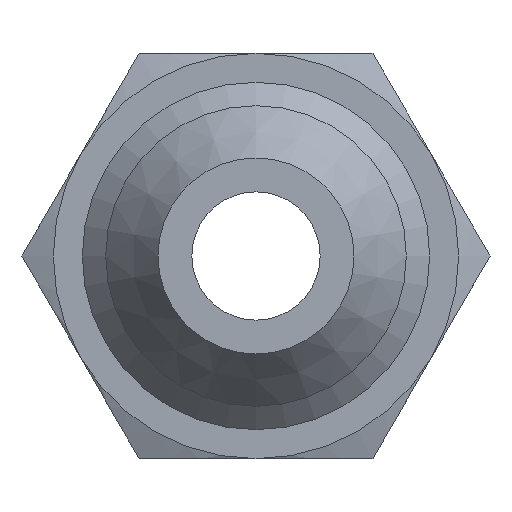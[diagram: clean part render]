
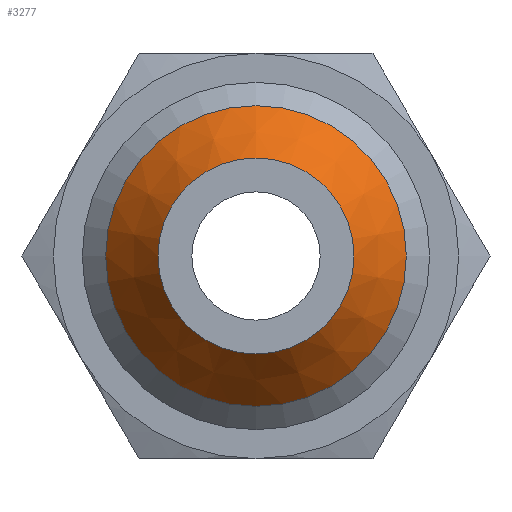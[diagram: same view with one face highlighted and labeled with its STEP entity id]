
A CAD part, left-side view. The second image highlights one B-rep face of the part: STEP entity #3277.
In plain terms, the highlighted conical face has half-angle 37 degrees and reference radius 25.4 mm.
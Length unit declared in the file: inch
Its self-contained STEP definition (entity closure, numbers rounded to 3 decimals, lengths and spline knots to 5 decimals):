
#3250=CARTESIAN_POINT('',(0.38837,0.,0.));
#3251=DIRECTION('',(1.0,0.0,0.0));
#3252=DIRECTION('',(0.0,0.0,-1.0));
#3253=AXIS2_PLACEMENT_3D('',#3250,#3251,#3252);
#3254=CONICAL_SURFACE('',#3253,1.0,37.);
#3255=CARTESIAN_POINT('',(-0.658,0.,0.2115));
#3256=VERTEX_POINT('',#3255);
#3257=CARTESIAN_POINT('',(-0.658,0.,0.));
#3258=DIRECTION('',(1.0,0.0,0.0));
#3259=DIRECTION('',(0.0,0.0,-1.0));
#3260=AXIS2_PLACEMENT_3D('',#3257,#3258,#3259);
#3261=CIRCLE('',#3260,0.2115);
#3262=EDGE_CURVE('',#3256,#3256,#3261,.T.);
#3263=ORIENTED_EDGE('',*,*,#3262,.T.);
#3264=EDGE_LOOP('',(#3263));
#3265=FACE_OUTER_BOUND('',#3264,.T.);
#3266=CARTESIAN_POINT('',(-0.50804,0.,0.3245));
#3267=VERTEX_POINT('',#3266);
#3268=CARTESIAN_POINT('',(-0.50804,0.,0.));
#3269=DIRECTION('',(-1.0,0.0,0.0));
#3270=DIRECTION('',(0.0,0.0,-1.0));
#3271=AXIS2_PLACEMENT_3D('',#3268,#3269,#3270);
#3272=CIRCLE('',#3271,0.3245);
#3273=EDGE_CURVE('',#3267,#3267,#3272,.T.);
#3274=ORIENTED_EDGE('',*,*,#3273,.T.);
#3275=EDGE_LOOP('',(#3274));
#3276=FACE_BOUND('',#3275,.T.);
#3277=ADVANCED_FACE('',(#3265,#3276),#3254,.T.);
